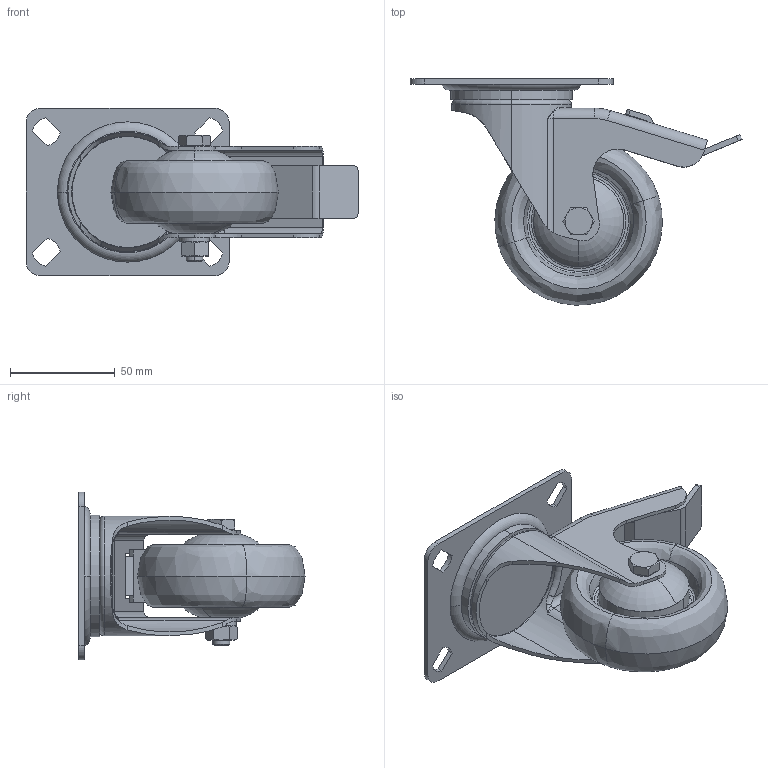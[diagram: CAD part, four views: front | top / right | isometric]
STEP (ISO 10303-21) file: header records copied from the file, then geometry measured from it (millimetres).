
FILE_DESCRIPTION (( 'STEP AP214' ), '1' );
FILE_NAME ('0025000.step', '2022-11-09T10:43:59', ( '' ), ( '' ), 'SwSTEP 2.0', 'SolidWorks 2020', '' );
FILE_SCHEMA (( 'AUTOMOTIVE_DESIGN' ));
Length unit declared in the file: millimetre
Products named in the file (1): 0025000
Bounding box: 158.5 x 107.97 x 80 mm (x, y, z)
Volume: 176549.2 mm3; surface area: 95080 mm2
Topology: 9 solids, 9 shells, 318 faces, 754 edges, 468 vertices
Faces by surface type: plane 107, cylinder 89, cone 50, bspline 40, torus 32
Entity records: 14262 total; most frequent: CARTESIAN_POINT 3363, DIRECTION 1572, ORIENTED_EDGE 1500, EDGE_CURVE 750, AXIS2_PLACEMENT_3D 641, VERTEX_POINT 468, CIRCLE 362, EDGE_LOOP 360
